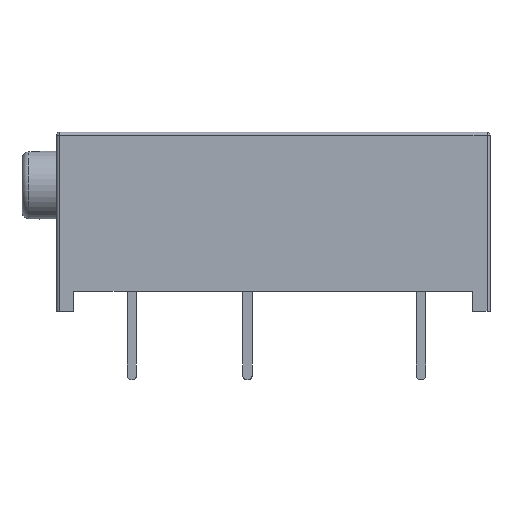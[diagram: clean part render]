
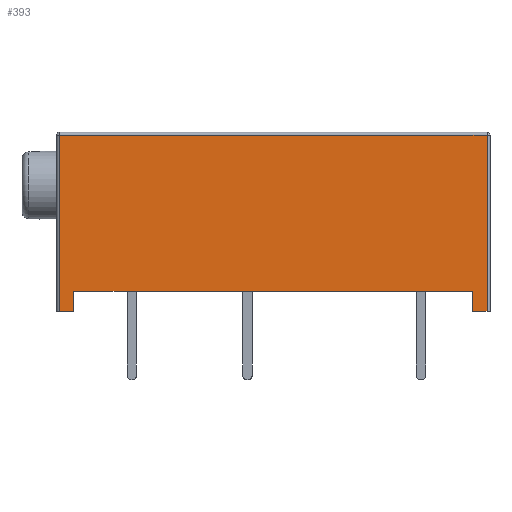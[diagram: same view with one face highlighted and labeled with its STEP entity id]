
A CAD part, front view. The second image highlights one B-rep face of the part: STEP entity #393.
In plain terms, the highlighted planar face has unit normal (0, -1, 0).
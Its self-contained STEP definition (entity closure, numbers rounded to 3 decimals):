
#161 = VERTEX_POINT('',#162);
#162 = CARTESIAN_POINT('',(-15.869,-0.76,7.839));
#169 = EDGE_CURVE('',#161,#170,#172,.T.);
#170 = VERTEX_POINT('',#171);
#171 = CARTESIAN_POINT('',(2.899,-0.76,7.839));
#172 = LINE('',#173,#174);
#173 = CARTESIAN_POINT('',(-15.869,-0.76,7.839));
#174 = VECTOR('',#175,1.);
#175 = DIRECTION('',(1.,0.,0.));
#393 = ADVANCED_FACE('',(#394),#451,.F.);
#394 = FACE_BOUND('',#395,.F.);
#395 = EDGE_LOOP('',(#396,#404,#405,#413,#421,#429,#437,#445));
#396 = ORIENTED_EDGE('',*,*,#397,.T.);
#397 = EDGE_CURVE('',#398,#161,#400,.T.);
#398 = VERTEX_POINT('',#399);
#399 = CARTESIAN_POINT('',(-15.869,-0.76,0.1));
#400 = LINE('',#401,#402);
#401 = CARTESIAN_POINT('',(-15.869,-0.76,0.1));
#402 = VECTOR('',#403,1.);
#403 = DIRECTION('',(0.,0.,1.));
#404 = ORIENTED_EDGE('',*,*,#169,.T.);
#405 = ORIENTED_EDGE('',*,*,#406,.F.);
#406 = EDGE_CURVE('',#407,#170,#409,.T.);
#407 = VERTEX_POINT('',#408);
#408 = CARTESIAN_POINT('',(2.899,-0.76,0.1));
#409 = LINE('',#410,#411);
#410 = CARTESIAN_POINT('',(2.899,-0.76,0.1));
#411 = VECTOR('',#412,1.);
#412 = DIRECTION('',(0.,0.,1.));
#413 = ORIENTED_EDGE('',*,*,#414,.F.);
#414 = EDGE_CURVE('',#415,#407,#417,.T.);
#415 = VERTEX_POINT('',#416);
#416 = CARTESIAN_POINT('',(2.27,-0.76,0.1));
#417 = LINE('',#418,#419);
#418 = CARTESIAN_POINT('',(-16.,-0.76,0.1));
#419 = VECTOR('',#420,1.);
#420 = DIRECTION('',(1.,0.,0.));
#421 = ORIENTED_EDGE('',*,*,#422,.T.);
#422 = EDGE_CURVE('',#415,#423,#425,.T.);
#423 = VERTEX_POINT('',#424);
#424 = CARTESIAN_POINT('',(2.27,-0.76,0.99));
#425 = LINE('',#426,#427);
#426 = CARTESIAN_POINT('',(2.27,-0.76,0.1));
#427 = VECTOR('',#428,1.);
#428 = DIRECTION('',(0.,0.,1.));
#429 = ORIENTED_EDGE('',*,*,#430,.F.);
#430 = EDGE_CURVE('',#431,#423,#433,.T.);
#431 = VERTEX_POINT('',#432);
#432 = CARTESIAN_POINT('',(-15.24,-0.76,0.99));
#433 = LINE('',#434,#435);
#434 = CARTESIAN_POINT('',(-11.243,-0.76,0.99));
#435 = VECTOR('',#436,1.);
#436 = DIRECTION('',(1.,0.,0.));
#437 = ORIENTED_EDGE('',*,*,#438,.T.);
#438 = EDGE_CURVE('',#431,#439,#441,.T.);
#439 = VERTEX_POINT('',#440);
#440 = CARTESIAN_POINT('',(-15.24,-0.76,0.1));
#441 = LINE('',#442,#443);
#442 = CARTESIAN_POINT('',(-15.24,-0.76,0.1));
#443 = VECTOR('',#444,1.);
#444 = DIRECTION('',(0.,0.,-1.));
#445 = ORIENTED_EDGE('',*,*,#446,.F.);
#446 = EDGE_CURVE('',#398,#439,#447,.T.);
#447 = LINE('',#448,#449);
#448 = CARTESIAN_POINT('',(-16.,-0.76,0.1));
#449 = VECTOR('',#450,1.);
#450 = DIRECTION('',(1.,0.,0.));
#451 = PLANE('',#452);
#452 = AXIS2_PLACEMENT_3D('',#453,#454,#455);
#453 = CARTESIAN_POINT('',(-16.,-0.76,0.1));
#454 = DIRECTION('',(0.,1.,0.));
#455 = DIRECTION('',(1.,0.,0.));
